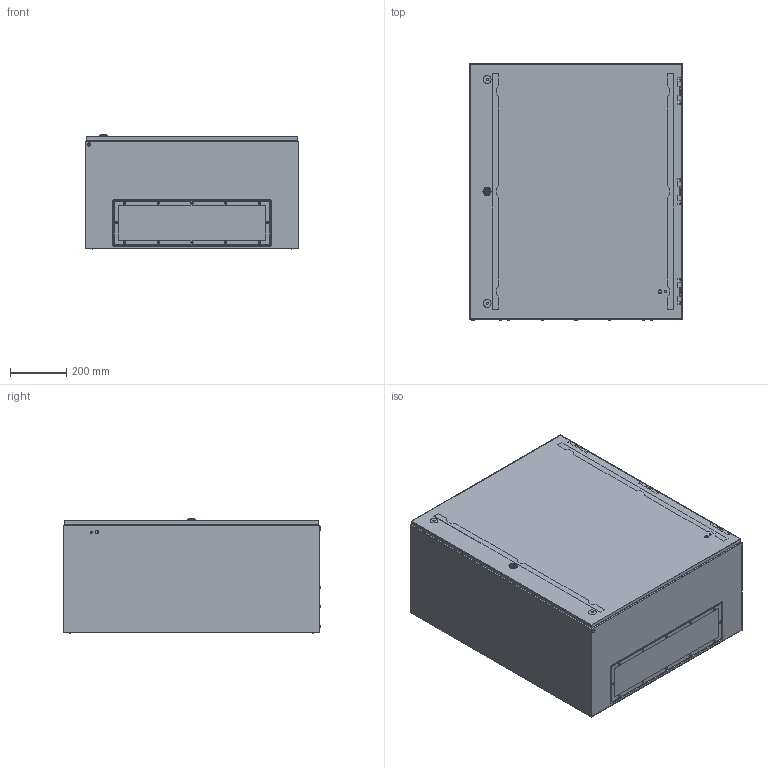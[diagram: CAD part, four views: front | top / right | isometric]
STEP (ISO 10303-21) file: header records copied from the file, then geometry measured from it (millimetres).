
FILE_DESCRIPTION (( 'STEP AP214' ), '1' );
FILE_NAME ('3331-7691-40-07.step', '2023-12-20T13:06:11', ( '' ), ( '' ), 'SwSTEP 2.0', 'SolidWorks 2019', '' );
FILE_SCHEMA (( 'AUTOMOTIVE_DESIGN' ));
Length unit declared in the file: millimetre
Products named in the file (5): 3331-7691-40-07; Korpus_wg_7691-40; Tuer_wg_3331-7691-00-97; Kabeleinfuehrungsplatte_wg_3080-7055-12-27; Montageplattenbeipack_wg_7691
Assembly tree (4 placements, depth 2):
  3331-7691-40-07
    Korpus_wg_7691-40
    Tuer_wg_3331-7691-00-97
    Kabeleinfuehrungsplatte_wg_3080-7055-12-27
    Montageplattenbeipack_wg_7691
Bounding box: 760 x 918.1 x 407 mm (x, y, z)
Volume: 4553428.8 mm3; surface area: 5915808 mm2
Topology: 38 solids, 38 shells, 2006 faces, 5019 edges, 3221 vertices
Faces by surface type: plane 1071, cylinder 657, cone 210, torus 30, sphere 22, bspline 16
Entity records: 79487 total; most frequent: CARTESIAN_POINT 19877, DIRECTION 10241, ORIENTED_EDGE 9990, EDGE_CURVE 4995, AXIS2_PLACEMENT_3D 3721, VERTEX_POINT 3209, VECTOR 2799, LINE 2799
